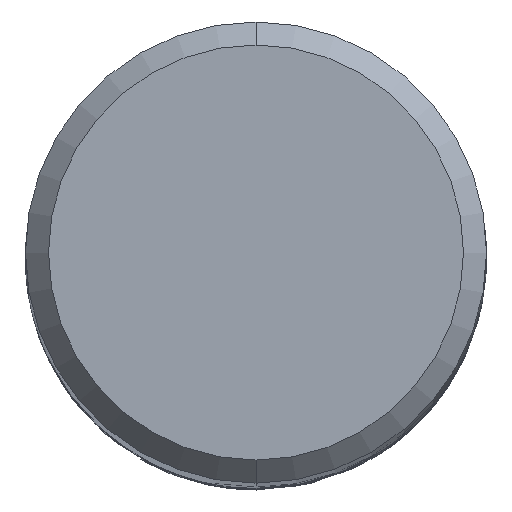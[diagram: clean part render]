
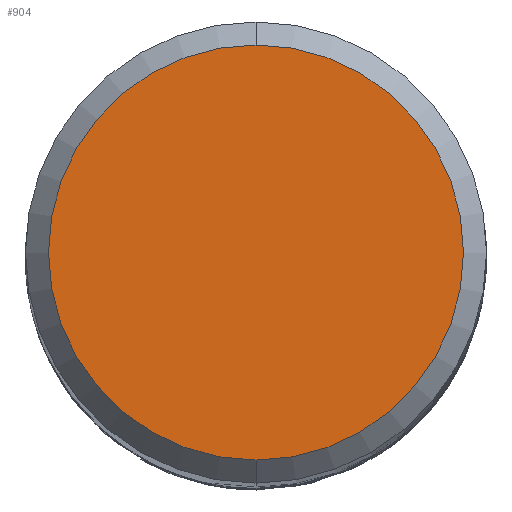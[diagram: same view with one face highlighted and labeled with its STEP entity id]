
A CAD part, top view. The second image highlights one B-rep face of the part: STEP entity #904.
In plain terms, the highlighted planar face has unit normal (0, 0, 1).
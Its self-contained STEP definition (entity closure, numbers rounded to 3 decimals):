
#682=VERTEX_POINT('',#1887);
#882=VERTEX_POINT('',#2109);
#904=ADVANCED_FACE('',(#2134),#2135,.T.);
#1170=EDGE_CURVE('',#882,#682,#2428,.T.);
#1498=EDGE_CURVE('',#682,#882,#2777,.T.);
#1887=CARTESIAN_POINT('',(0.0,3.6,0.0));
#2109=CARTESIAN_POINT('',(0.,-3.6,0.0));
#2134=FACE_OUTER_BOUND('',#5872,.T.);
#2135=PLANE('',#5873);
#2428=CIRCLE('',#8887,3.6);
#2777=CIRCLE('',#11137,3.6);
#5872=EDGE_LOOP('',(#15261,#15262));
#5873=AXIS2_PLACEMENT_3D('',#15263,#15264,#15265);
#8887=AXIS2_PLACEMENT_3D('',#15619,#15620,#15621);
#11137=AXIS2_PLACEMENT_3D('',#15953,#15954,#15955);
#15261=ORIENTED_EDGE('',*,*,#1498,.F.);
#15262=ORIENTED_EDGE('',*,*,#1170,.F.);
#15263=CARTESIAN_POINT('',(0.0,1.8,0.0));
#15264=DIRECTION('',(-0.0,0.0,1.0));
#15265=DIRECTION('',(0.0,-1.0,0.0));
#15619=CARTESIAN_POINT('',(0.0,0.0,0.0));
#15620=DIRECTION('',(0.0,0.0,-1.0));
#15621=DIRECTION('',(0.0,1.0,0.0));
#15953=CARTESIAN_POINT('',(0.0,0.0,0.0));
#15954=DIRECTION('',(0.0,0.0,-1.0));
#15955=DIRECTION('',(0.0,1.0,0.0));
